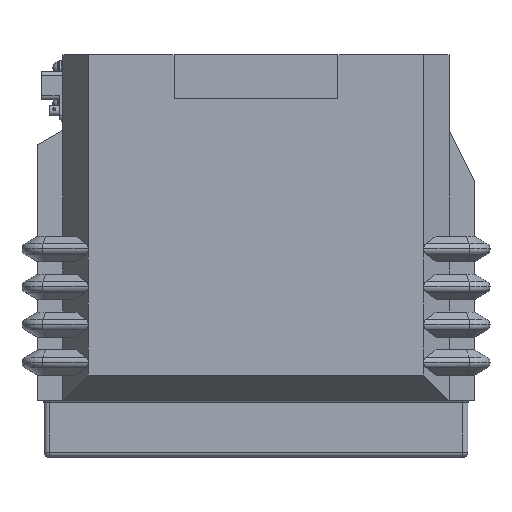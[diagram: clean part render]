
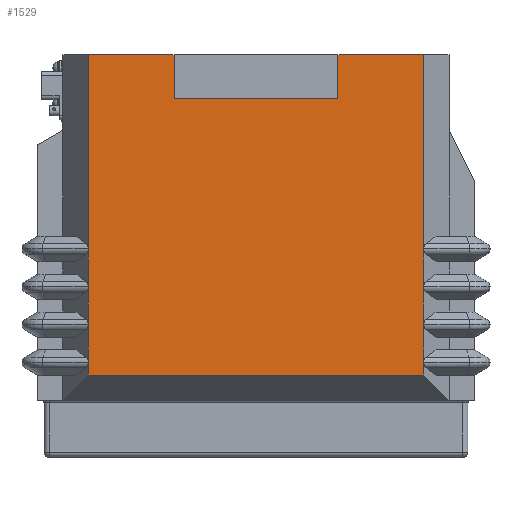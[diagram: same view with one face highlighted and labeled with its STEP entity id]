
A CAD part, top view. The second image highlights one B-rep face of the part: STEP entity #1529.
In plain terms, the highlighted planar face has unit normal (0, 0, 1).
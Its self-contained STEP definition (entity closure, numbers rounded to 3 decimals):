
#1529=ADVANCED_FACE('',(#21610),#21612,.T.);
#21610=FACE_BOUND('',#21611,.T.);
#21611=EDGE_LOOP('',(#37594,#37595,#37596,#37597,#37598,#37599,#37600,#37601,#37602,
#37603,#37604,#37605,#37606,#37607,#37608,#37609));
#21612=PLANE('',#21613);
#21613=AXIS2_PLACEMENT_3D('',#21614,#21615,#21616);
#21614=CARTESIAN_POINT('',(-294.5,-234.,89.));
#21615=DIRECTION('',(-0.,0.,1.));
#21616=DIRECTION('',(0.,-1.,0.));
#37594=ORIENTED_EDGE('',*,*,#49970,.T.);
#37595=ORIENTED_EDGE('',*,*,#49971,.T.);
#37596=ORIENTED_EDGE('',*,*,#49972,.T.);
#37597=ORIENTED_EDGE('',*,*,#49973,.F.);
#37598=ORIENTED_EDGE('',*,*,#49974,.F.);
#37599=ORIENTED_EDGE('',*,*,#49975,.F.);
#37600=ORIENTED_EDGE('',*,*,#49976,.F.);
#37601=ORIENTED_EDGE('',*,*,#49977,.F.);
#37602=ORIENTED_EDGE('',*,*,#49978,.F.);
#37603=ORIENTED_EDGE('',*,*,#49732,.T.);
#37604=ORIENTED_EDGE('',*,*,#49979,.T.);
#37605=ORIENTED_EDGE('',*,*,#49980,.T.);
#37606=ORIENTED_EDGE('',*,*,#49981,.T.);
#37607=ORIENTED_EDGE('',*,*,#49982,.T.);
#37608=ORIENTED_EDGE('',*,*,#49983,.T.);
#37609=ORIENTED_EDGE('',*,*,#49984,.F.);
#49732=EDGE_CURVE('',#56022,#56023,#56024,.T.);
#49970=EDGE_CURVE('',#56474,#56475,#56476,.F.);
#49971=EDGE_CURVE('',#56475,#56477,#56478,.T.);
#49972=EDGE_CURVE('',#56477,#56479,#56480,.F.);
#49973=EDGE_CURVE('',#56481,#56479,#56482,.T.);
#49974=EDGE_CURVE('',#56483,#56481,#56484,.T.);
#49975=EDGE_CURVE('',#56485,#56483,#56486,.T.);
#49976=EDGE_CURVE('',#56487,#56485,#56488,.T.);
#49977=EDGE_CURVE('',#56489,#56487,#56490,.T.);
#49978=EDGE_CURVE('',#56022,#56489,#56491,.T.);
#49979=EDGE_CURVE('',#56023,#56492,#56493,.T.);
#49980=EDGE_CURVE('',#56492,#56494,#56495,.T.);
#49981=EDGE_CURVE('',#56494,#56496,#56497,.T.);
#49982=EDGE_CURVE('',#56496,#56498,#56499,.T.);
#49983=EDGE_CURVE('',#56498,#56500,#56501,.T.);
#49984=EDGE_CURVE('',#56474,#56500,#56502,.T.);
#56022=VERTEX_POINT('',#66550);
#56023=VERTEX_POINT('',#66551);
#56024=LINE('',#66552,#66553);
#56474=VERTEX_POINT('',#67622);
#56475=VERTEX_POINT('',#67623);
#56476=LINE('',#67624,#67625);
#56477=VERTEX_POINT('',#67627);
#56478=LINE('',#67628,#67629);
#56479=VERTEX_POINT('',#67631);
#56480=LINE('',#67632,#67633);
#56481=VERTEX_POINT('',#67635);
#56482=LINE('',#67636,#67637);
#56483=VERTEX_POINT('',#67639);
#56484=LINE('',#67640,#67641);
#56485=VERTEX_POINT('',#67643);
#56486=LINE('',#67644,#67645);
#56487=VERTEX_POINT('',#67647);
#56488=LINE('',#67648,#67649);
#56489=VERTEX_POINT('',#67651);
#56490=LINE('',#67652,#67653);
#56491=LINE('',#67655,#67656);
#56492=VERTEX_POINT('',#67658);
#56493=LINE('',#67659,#67660);
#56494=VERTEX_POINT('',#67662);
#56495=LINE('',#67663,#67664);
#56496=VERTEX_POINT('',#67666);
#56497=LINE('',#67667,#67668);
#56498=VERTEX_POINT('',#67670);
#56499=LINE('',#67671,#67672);
#56500=VERTEX_POINT('',#67674);
#56501=LINE('',#67675,#67676);
#56502=LINE('',#67678,#67679);
#66550=CARTESIAN_POINT('',(-242.,-254.,89.));
#66551=CARTESIAN_POINT('',(24.,-254.,89.));
#66552=CARTESIAN_POINT('',(-242.,-254.,89.));
#66553=VECTOR('',#66554,1.);
#66554=DIRECTION('',(1.,0.,0.));
#67622=CARTESIAN_POINT('',(-44.,0.,89.));
#67623=CARTESIAN_POINT('',(-44.,-35.,89.));
#67624=CARTESIAN_POINT('',(-44.,-35.,89.));
#67625=VECTOR('',#67626,1.);
#67626=DIRECTION('',(0.,1.,0.));
#67627=CARTESIAN_POINT('',(-174.,-35.,89.));
#67628=CARTESIAN_POINT('',(-44.,-35.,89.));
#67629=VECTOR('',#67630,1.);
#67630=DIRECTION('',(-1.,0.,0.));
#67631=CARTESIAN_POINT('',(-174.,0.,89.));
#67632=CARTESIAN_POINT('',(-174.,0.,89.));
#67633=VECTOR('',#67634,1.);
#67634=DIRECTION('',(0.,-1.,0.));
#67635=CARTESIAN_POINT('',(-242.,0.,89.));
#67636=CARTESIAN_POINT('',(-242.,0.,89.));
#67637=VECTOR('',#67638,1.);
#67638=DIRECTION('',(1.,0.,0.));
#67639=CARTESIAN_POINT('',(-242.,-153.896,89.));
#67640=CARTESIAN_POINT('',(-242.,-153.896,89.));
#67641=VECTOR('',#67642,1.);
#67642=DIRECTION('',(0.,1.,0.));
#67643=CARTESIAN_POINT('',(-242.,-183.896,89.));
#67644=CARTESIAN_POINT('',(-242.,-183.896,89.));
#67645=VECTOR('',#67646,1.);
#67646=DIRECTION('',(0.,1.,0.));
#67647=CARTESIAN_POINT('',(-242.,-213.896,89.));
#67648=CARTESIAN_POINT('',(-242.,-213.896,89.));
#67649=VECTOR('',#67650,1.);
#67650=DIRECTION('',(0.,1.,0.));
#67651=CARTESIAN_POINT('',(-242.,-243.896,89.));
#67652=CARTESIAN_POINT('',(-242.,-243.896,89.));
#67653=VECTOR('',#67654,1.);
#67654=DIRECTION('',(0.,1.,0.));
#67655=CARTESIAN_POINT('',(-242.,-254.,89.));
#67656=VECTOR('',#67657,1.);
#67657=DIRECTION('',(0.,1.,0.));
#67658=CARTESIAN_POINT('',(24.,-243.896,89.));
#67659=CARTESIAN_POINT('',(24.,-254.,89.));
#67660=VECTOR('',#67661,1.);
#67661=DIRECTION('',(0.,1.,0.));
#67662=CARTESIAN_POINT('',(24.,-213.896,89.));
#67663=CARTESIAN_POINT('',(24.,-243.896,89.));
#67664=VECTOR('',#67665,1.);
#67665=DIRECTION('',(0.,1.,0.));
#67666=CARTESIAN_POINT('',(24.,-183.896,89.));
#67667=CARTESIAN_POINT('',(24.,-213.896,89.));
#67668=VECTOR('',#67669,1.);
#67669=DIRECTION('',(0.,1.,0.));
#67670=CARTESIAN_POINT('',(24.,-153.896,89.));
#67671=CARTESIAN_POINT('',(24.,-183.896,89.));
#67672=VECTOR('',#67673,1.);
#67673=DIRECTION('',(0.,1.,0.));
#67674=CARTESIAN_POINT('',(24.,0.,89.));
#67675=CARTESIAN_POINT('',(24.,-153.896,89.));
#67676=VECTOR('',#67677,1.);
#67677=DIRECTION('',(0.,1.,0.));
#67678=CARTESIAN_POINT('',(-44.,0.,89.));
#67679=VECTOR('',#67680,1.);
#67680=DIRECTION('',(1.,0.,0.));
